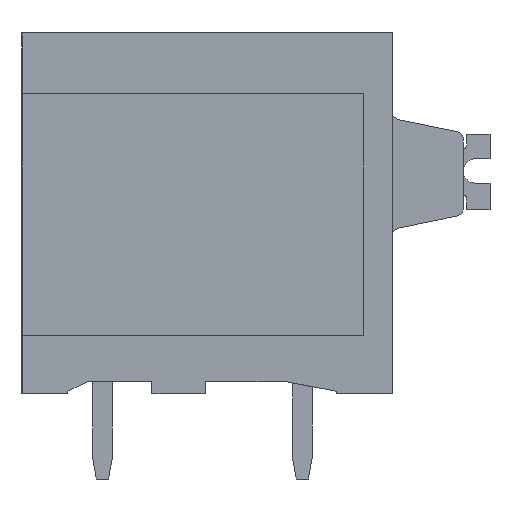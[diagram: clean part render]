
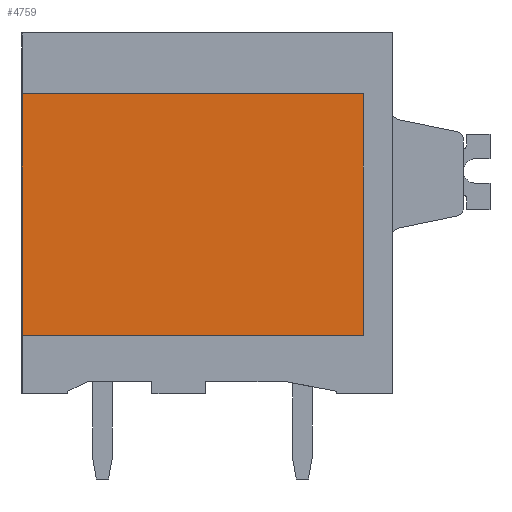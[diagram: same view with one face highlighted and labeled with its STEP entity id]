
A CAD part, left-side view. The second image highlights one B-rep face of the part: STEP entity #4759.
In plain terms, the highlighted planar face has unit normal (-1, 0, 0).
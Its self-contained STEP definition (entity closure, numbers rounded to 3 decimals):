
#4751=AXIS2_PLACEMENT_3D('Plane Axis2P3D',#4748,#4749,#4750) ;
#4288=CARTESIAN_POINT('Vertex',(1.1,19.2,5.9)) ;
#4291=CARTESIAN_POINT('Line Origine',(1.1,19.2,10.85)) ;
#4295=CARTESIAN_POINT('Vertex',(1.1,19.2,15.8)) ;
#4688=CARTESIAN_POINT('Line Origine',(1.1,12.2,15.8)) ;
#4692=CARTESIAN_POINT('Vertex',(1.1,5.2,15.8)) ;
#4712=CARTESIAN_POINT('Line Origine',(1.1,5.2,10.85)) ;
#4716=CARTESIAN_POINT('Vertex',(1.1,5.2,5.9)) ;
#4736=CARTESIAN_POINT('Line Origine',(1.1,12.2,5.9)) ;
#4748=CARTESIAN_POINT('Axis2P3D Location',(1.1,0.,0.)) ;
#4292=DIRECTION('Vector Direction',(0.,0.,1.)) ;
#4689=DIRECTION('Vector Direction',(0.,1.,0.)) ;
#4713=DIRECTION('Vector Direction',(0.,0.,1.)) ;
#4737=DIRECTION('Vector Direction',(0.,1.,0.)) ;
#4749=DIRECTION('Axis2P3D Direction',(-1.,0.,0.)) ;
#4750=DIRECTION('Axis2P3D XDirection',(0.,-1.,0.)) ;
#4293=VECTOR('Line Direction',#4292,1.) ;
#4690=VECTOR('Line Direction',#4689,1.) ;
#4714=VECTOR('Line Direction',#4713,1.) ;
#4738=VECTOR('Line Direction',#4737,1.) ;
#4754=ORIENTED_EDGE('',*,*,#4740,.F.) ;
#4755=ORIENTED_EDGE('',*,*,#4718,.T.) ;
#4756=ORIENTED_EDGE('',*,*,#4694,.T.) ;
#4757=ORIENTED_EDGE('',*,*,#4297,.F.) ;
#4759=ADVANCED_FACE('housing left',(#4758),#4752,.T.) ;
#4297=EDGE_CURVE('',#4289,#4296,#4294,.T.) ;
#4694=EDGE_CURVE('',#4693,#4296,#4691,.T.) ;
#4718=EDGE_CURVE('',#4717,#4693,#4715,.T.) ;
#4740=EDGE_CURVE('',#4717,#4289,#4739,.T.) ;
#4753=EDGE_LOOP('',(#4754,#4755,#4756,#4757)) ;
#4758=FACE_OUTER_BOUND('',#4753,.T.) ;
#4294=LINE('Line',#4291,#4293) ;
#4691=LINE('Line',#4688,#4690) ;
#4715=LINE('Line',#4712,#4714) ;
#4739=LINE('Line',#4736,#4738) ;
#4752=PLANE('',#4751) ;
#4289=VERTEX_POINT('',#4288) ;
#4296=VERTEX_POINT('',#4295) ;
#4693=VERTEX_POINT('',#4692) ;
#4717=VERTEX_POINT('',#4716) ;
